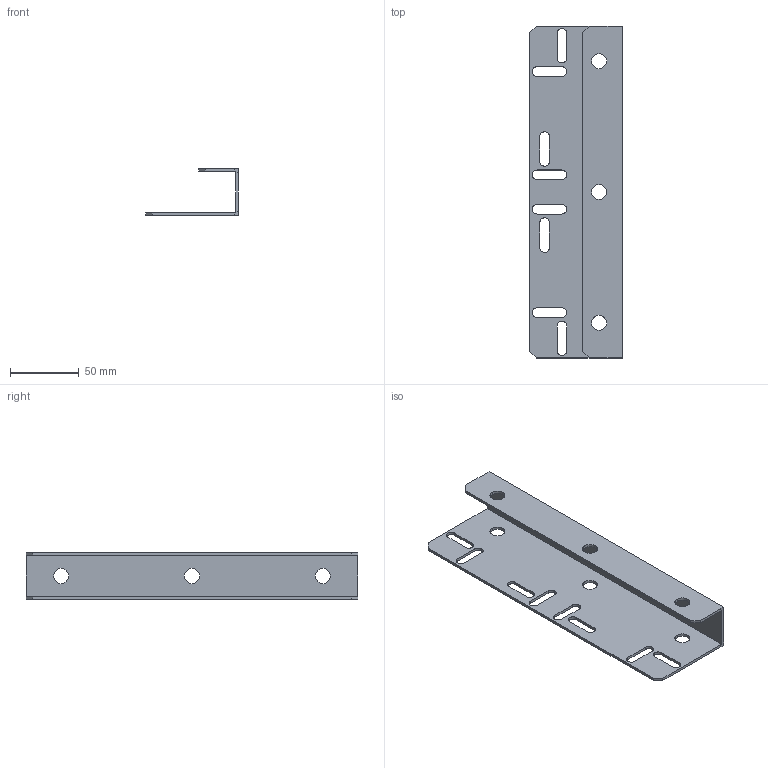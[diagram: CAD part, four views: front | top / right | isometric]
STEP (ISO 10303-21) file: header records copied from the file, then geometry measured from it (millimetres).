
FILE_DESCRIPTION (( 'STEP AP203' ), '1' );
FILE_NAME ('FO-00-SID3P FORMAT 砑鳧罻 闀闉. 鳿鎀. ARMAT ACB D 3P IEK.STEP', '2024-07-08T17:54:10', ( '' ), ( '' ), 'SwSTEP 2.0', 'SolidWorks 2022', '' );
FILE_SCHEMA (( 'CONFIG_CONTROL_DESIGN' ));
Length unit declared in the file: millimetre
Products named in the file (1): FO-00-SID3P FORMAT Планка опор. изол. ARMAT ACB D 3P IEK
Bounding box: 67.5 x 241 x 34 mm (x, y, z)
Volume: 56530.7 mm3; surface area: 59527.1 mm2
Topology: 1 solids, 1 shells, 76 faces, 222 edges, 148 vertices
Faces by surface type: cylinder 38, plane 38
Entity records: 2687 total; most frequent: DIRECTION 452, CARTESIAN_POINT 447, ORIENTED_EDGE 444, EDGE_CURVE 222, AXIS2_PLACEMENT_3D 153, VERTEX_POINT 148, VECTOR 146, LINE 146
